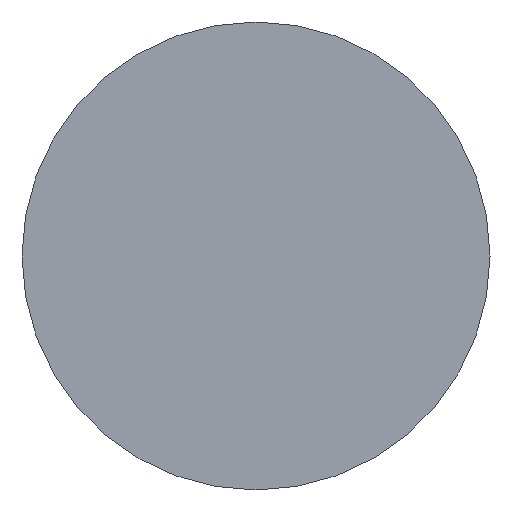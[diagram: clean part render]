
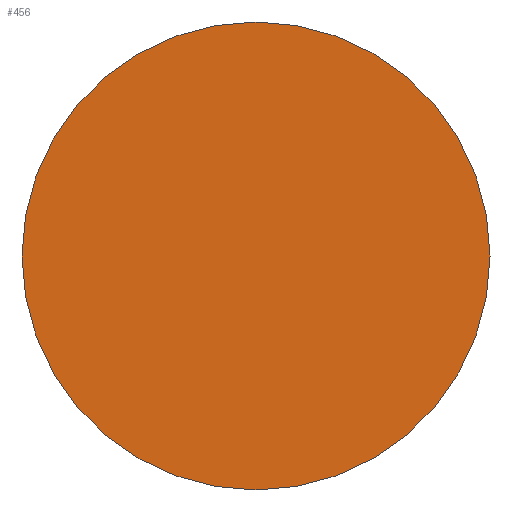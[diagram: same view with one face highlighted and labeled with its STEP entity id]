
A CAD part, front view. The second image highlights one B-rep face of the part: STEP entity #456.
In plain terms, the highlighted planar face has unit normal (0, -1, 0).
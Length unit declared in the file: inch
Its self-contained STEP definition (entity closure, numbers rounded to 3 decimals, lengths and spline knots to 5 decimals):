
#21 = VERTEX_POINT ( 'NONE', #27 ) ;
#27 = CARTESIAN_POINT ( 'NONE',  ( 0., 0., -0.25 ) ) ;
#114 = ORIENTED_EDGE ( 'NONE', *, *, #437, .T. ) ;
#117 = PLANE ( 'NONE',  #327 ) ;
#158 = DIRECTION ( 'NONE',  ( 0., 0., -1. ) ) ;
#173 = DIRECTION ( 'NONE',  ( 0., -1., 0. ) ) ;
#175 = DIRECTION ( 'NONE',  ( 0., 0., -1. ) ) ;
#203 = AXIS2_PLACEMENT_3D ( 'NONE', #455, #344, #175 ) ;
#257 = EDGE_CURVE ( 'NONE', #303, #21, #375, .T. ) ;
#295 = AXIS2_PLACEMENT_3D ( 'NONE', #403, #173, #407 ) ;
#297 = CARTESIAN_POINT ( 'NONE',  ( 0., 0., 0.25 ) ) ;
#303 = VERTEX_POINT ( 'NONE', #297 ) ;
#326 = CIRCLE ( 'NONE', #203, 0.25 ) ;
#327 = AXIS2_PLACEMENT_3D ( 'NONE', #428, #394, #158 ) ;
#338 = EDGE_LOOP ( 'NONE', ( #114, #444 ) ) ;
#344 = DIRECTION ( 'NONE',  ( 0., -1., 0. ) ) ;
#375 = CIRCLE ( 'NONE', #295, 0.25 ) ;
#394 = DIRECTION ( 'NONE',  ( 0., -1., 0. ) ) ;
#403 = CARTESIAN_POINT ( 'NONE',  ( 0., 0., 0. ) ) ;
#407 = DIRECTION ( 'NONE',  ( 0., 0., -1. ) ) ;
#423 = FACE_OUTER_BOUND ( 'NONE', #338, .T. ) ;
#428 = CARTESIAN_POINT ( 'NONE',  ( 0., 0., 0. ) ) ;
#437 = EDGE_CURVE ( 'NONE', #21, #303, #326, .T. ) ;
#444 = ORIENTED_EDGE ( 'NONE', *, *, #257, .T. ) ;
#455 = CARTESIAN_POINT ( 'NONE',  ( 0., 0., 0. ) ) ;
#456 = ADVANCED_FACE ( 'NONE', ( #423 ), #117, .T. ) ;
